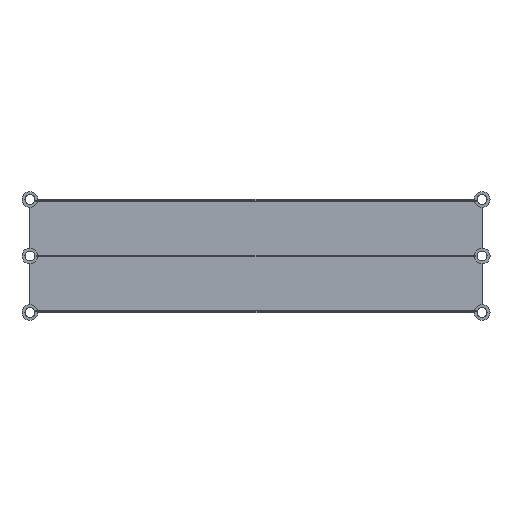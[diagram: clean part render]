
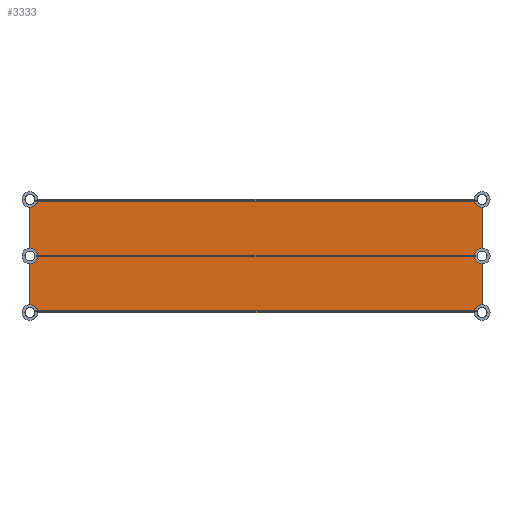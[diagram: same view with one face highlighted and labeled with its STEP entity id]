
A CAD part, top view. The second image highlights one B-rep face of the part: STEP entity #3333.
In plain terms, the highlighted planar face has unit normal (0, 0, 1).
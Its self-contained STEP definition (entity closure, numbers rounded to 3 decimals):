
#3182 = VERTEX_POINT('',#3183);
#3183 = CARTESIAN_POINT('',(198.9,-105.,0.124));
#3189 = EDGE_CURVE('',#3182,#3190,#3192,.T.);
#3190 = VERTEX_POINT('',#3191);
#3191 = CARTESIAN_POINT('',(101.1,-105.,0.124));
#3192 = LINE('',#3193,#3194);
#3193 = CARTESIAN_POINT('',(200.,-105.,0.124));
#3194 = VECTOR('',#3195,1.);
#3195 = DIRECTION('',(-1.,0.,0.));
#3313 = EDGE_CURVE('',#3314,#3190,#3316,.T.);
#3314 = VERTEX_POINT('',#3315);
#3315 = CARTESIAN_POINT('',(100.,-103.9,0.124));
#3316 = CIRCLE('',#3317,1.1);
#3317 = AXIS2_PLACEMENT_3D('',#3318,#3319,#3320);
#3318 = CARTESIAN_POINT('',(100.,-105.,0.124));
#3319 = DIRECTION('',(-0.,0.,-1.));
#3320 = DIRECTION('',(-0.,-1.,0.));
#3333 = ADVANCED_FACE('',(#3334),#3421,.T.);
#3334 = FACE_BOUND('',#3335,.T.);
#3335 = EDGE_LOOP('',(#3336,#3337,#3346,#3354,#3363,#3371,#3380,#3388,
    #3397,#3405,#3414,#3420));
#3336 = ORIENTED_EDGE('',*,*,#3189,.F.);
#3337 = ORIENTED_EDGE('',*,*,#3338,.T.);
#3338 = EDGE_CURVE('',#3182,#3339,#3341,.T.);
#3339 = VERTEX_POINT('',#3340);
#3340 = CARTESIAN_POINT('',(200.,-103.9,0.124));
#3341 = CIRCLE('',#3342,1.1);
#3342 = AXIS2_PLACEMENT_3D('',#3343,#3344,#3345);
#3343 = CARTESIAN_POINT('',(200.,-105.,0.124));
#3344 = DIRECTION('',(-0.,0.,-1.));
#3345 = DIRECTION('',(-0.,-1.,0.));
#3346 = ORIENTED_EDGE('',*,*,#3347,.F.);
#3347 = EDGE_CURVE('',#3348,#3339,#3350,.T.);
#3348 = VERTEX_POINT('',#3349);
#3349 = CARTESIAN_POINT('',(200.,-93.6,0.124));
#3350 = LINE('',#3351,#3352);
#3351 = CARTESIAN_POINT('',(200.,-80.,0.124));
#3352 = VECTOR('',#3353,1.);
#3353 = DIRECTION('',(0.,-1.,0.));
#3354 = ORIENTED_EDGE('',*,*,#3355,.T.);
#3355 = EDGE_CURVE('',#3348,#3356,#3358,.T.);
#3356 = VERTEX_POINT('',#3357);
#3357 = CARTESIAN_POINT('',(200.,-91.4,0.124));
#3358 = CIRCLE('',#3359,1.1);
#3359 = AXIS2_PLACEMENT_3D('',#3360,#3361,#3362);
#3360 = CARTESIAN_POINT('',(200.,-92.5,0.124));
#3361 = DIRECTION('',(-0.,0.,-1.));
#3362 = DIRECTION('',(-0.,-1.,0.));
#3363 = ORIENTED_EDGE('',*,*,#3364,.F.);
#3364 = EDGE_CURVE('',#3365,#3356,#3367,.T.);
#3365 = VERTEX_POINT('',#3366);
#3366 = CARTESIAN_POINT('',(200.,-81.1,0.124));
#3367 = LINE('',#3368,#3369);
#3368 = CARTESIAN_POINT('',(200.,-80.,0.124));
#3369 = VECTOR('',#3370,1.);
#3370 = DIRECTION('',(0.,-1.,0.));
#3371 = ORIENTED_EDGE('',*,*,#3372,.T.);
#3372 = EDGE_CURVE('',#3365,#3373,#3375,.T.);
#3373 = VERTEX_POINT('',#3374);
#3374 = CARTESIAN_POINT('',(198.9,-80.,0.124));
#3375 = CIRCLE('',#3376,1.1);
#3376 = AXIS2_PLACEMENT_3D('',#3377,#3378,#3379);
#3377 = CARTESIAN_POINT('',(200.,-80.,0.124));
#3378 = DIRECTION('',(-0.,0.,-1.));
#3379 = DIRECTION('',(-0.,-1.,0.));
#3380 = ORIENTED_EDGE('',*,*,#3381,.F.);
#3381 = EDGE_CURVE('',#3382,#3373,#3384,.T.);
#3382 = VERTEX_POINT('',#3383);
#3383 = CARTESIAN_POINT('',(101.1,-80.,0.124));
#3384 = LINE('',#3385,#3386);
#3385 = CARTESIAN_POINT('',(100.,-80.,0.124));
#3386 = VECTOR('',#3387,1.);
#3387 = DIRECTION('',(1.,0.,0.));
#3388 = ORIENTED_EDGE('',*,*,#3389,.T.);
#3389 = EDGE_CURVE('',#3382,#3390,#3392,.T.);
#3390 = VERTEX_POINT('',#3391);
#3391 = CARTESIAN_POINT('',(100.,-81.1,0.124));
#3392 = CIRCLE('',#3393,1.1);
#3393 = AXIS2_PLACEMENT_3D('',#3394,#3395,#3396);
#3394 = CARTESIAN_POINT('',(100.,-80.,0.124));
#3395 = DIRECTION('',(-0.,0.,-1.));
#3396 = DIRECTION('',(-0.,-1.,0.));
#3397 = ORIENTED_EDGE('',*,*,#3398,.F.);
#3398 = EDGE_CURVE('',#3399,#3390,#3401,.T.);
#3399 = VERTEX_POINT('',#3400);
#3400 = CARTESIAN_POINT('',(100.,-91.4,0.124));
#3401 = LINE('',#3402,#3403);
#3402 = CARTESIAN_POINT('',(100.,-105.,0.124));
#3403 = VECTOR('',#3404,1.);
#3404 = DIRECTION('',(0.,1.,0.));
#3405 = ORIENTED_EDGE('',*,*,#3406,.T.);
#3406 = EDGE_CURVE('',#3399,#3407,#3409,.T.);
#3407 = VERTEX_POINT('',#3408);
#3408 = CARTESIAN_POINT('',(100.,-93.6,0.124));
#3409 = CIRCLE('',#3410,1.1);
#3410 = AXIS2_PLACEMENT_3D('',#3411,#3412,#3413);
#3411 = CARTESIAN_POINT('',(100.,-92.5,0.124));
#3412 = DIRECTION('',(-0.,0.,-1.));
#3413 = DIRECTION('',(-0.,-1.,0.));
#3414 = ORIENTED_EDGE('',*,*,#3415,.F.);
#3415 = EDGE_CURVE('',#3314,#3407,#3416,.T.);
#3416 = LINE('',#3417,#3418);
#3417 = CARTESIAN_POINT('',(100.,-105.,0.124));
#3418 = VECTOR('',#3419,1.);
#3419 = DIRECTION('',(0.,1.,0.));
#3420 = ORIENTED_EDGE('',*,*,#3313,.T.);
#3421 = PLANE('',#3422);
#3422 = AXIS2_PLACEMENT_3D('',#3423,#3424,#3425);
#3423 = CARTESIAN_POINT('',(0.,0.,0.124));
#3424 = DIRECTION('',(0.,0.,1.));
#3425 = DIRECTION('',(1.,0.,-0.));
